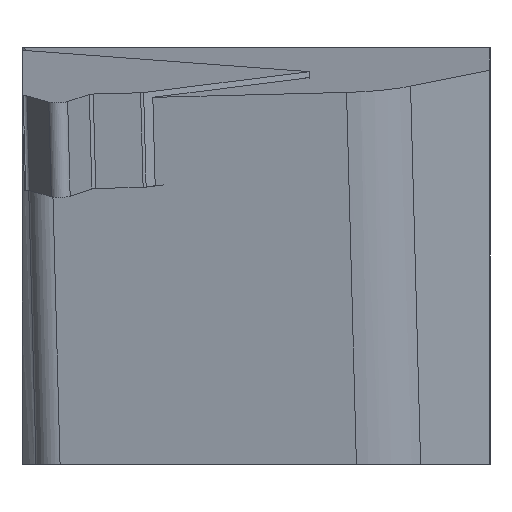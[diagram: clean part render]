
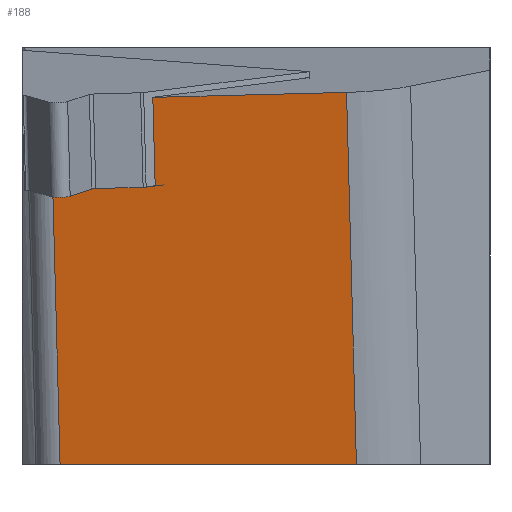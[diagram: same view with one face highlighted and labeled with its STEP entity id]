
A CAD part, left-side view. The second image highlights one B-rep face of the part: STEP entity #188.
In plain terms, the highlighted planar face has unit normal (-0.985, 0, -0.174).
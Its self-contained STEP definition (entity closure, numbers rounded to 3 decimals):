
#188=ADVANCED_FACE('',(#244),#218,.F.);
#218=PLANE('',#764);
#244=FACE_OUTER_BOUND('',#278,.T.);
#278=EDGE_LOOP('',(#487,#488,#489,#490,#491,#492));
#304=LINE('',#983,#369);
#328=LINE('',#1045,#393);
#329=LINE('',#1049,#394);
#330=LINE('',#1051,#395);
#331=LINE('',#1053,#396);
#332=LINE('',#1054,#397);
#369=VECTOR('',#807,1.);
#393=VECTOR('',#863,1.);
#394=VECTOR('',#868,1.);
#395=VECTOR('',#869,1.);
#396=VECTOR('',#870,1.);
#397=VECTOR('',#871,1.);
#487=ORIENTED_EDGE('',*,*,#692,.T.);
#488=ORIENTED_EDGE('',*,*,#690,.F.);
#489=ORIENTED_EDGE('',*,*,#693,.T.);
#490=ORIENTED_EDGE('',*,*,#694,.T.);
#491=ORIENTED_EDGE('',*,*,#659,.F.);
#492=ORIENTED_EDGE('',*,*,#695,.T.);
#603=VERTEX_POINT('',#982);
#604=VERTEX_POINT('',#984);
#625=VERTEX_POINT('',#1044);
#626=VERTEX_POINT('',#1046);
#627=VERTEX_POINT('',#1050);
#628=VERTEX_POINT('',#1052);
#659=EDGE_CURVE('',#603,#604,#304,.T.);
#690=EDGE_CURVE('',#625,#626,#328,.T.);
#692=EDGE_CURVE('',#627,#626,#329,.T.);
#693=EDGE_CURVE('',#625,#628,#330,.T.);
#694=EDGE_CURVE('',#628,#604,#331,.T.);
#695=EDGE_CURVE('',#603,#627,#332,.T.);
#764=AXIS2_PLACEMENT_3D('',#1055,#872,#873);
#807=DIRECTION('',(-0.005,-1.,0.026));
#863=DIRECTION('',(-0.174,0.026,0.984));
#868=DIRECTION('',(0.005,1.,-0.026));
#869=DIRECTION('',(0.,-1.,0.));
#870=DIRECTION('',(-0.174,0.026,0.984));
#871=DIRECTION('',(0.174,-0.026,-0.984));
#872=DIRECTION('',(0.985,0.,0.174));
#873=DIRECTION('',(0.174,0.,-0.985));
#982=CARTESIAN_POINT('',(1.663,26.67,0.355));
#983=CARTESIAN_POINT('',(1.679,30.064,0.267));
#984=CARTESIAN_POINT('',(1.634,20.253,0.52));
#1044=CARTESIAN_POINT('',(3.807,29.743,-11.8));
#1045=CARTESIAN_POINT('',(6.852,29.284,-29.07));
#1046=CARTESIAN_POINT('',(2.196,29.986,-2.666));
#1049=CARTESIAN_POINT('',(2.186,27.855,-2.611));
#1050=CARTESIAN_POINT('',(2.181,26.592,-2.579));
#1051=CARTESIAN_POINT('',(3.807,6.,-11.8));
#1052=CARTESIAN_POINT('',(3.807,19.925,-11.8));
#1053=CARTESIAN_POINT('',(6.807,19.473,-28.817));
#1054=CARTESIAN_POINT('',(2.181,26.592,-2.579));
#1055=CARTESIAN_POINT('',(6.852,29.284,-29.07));
